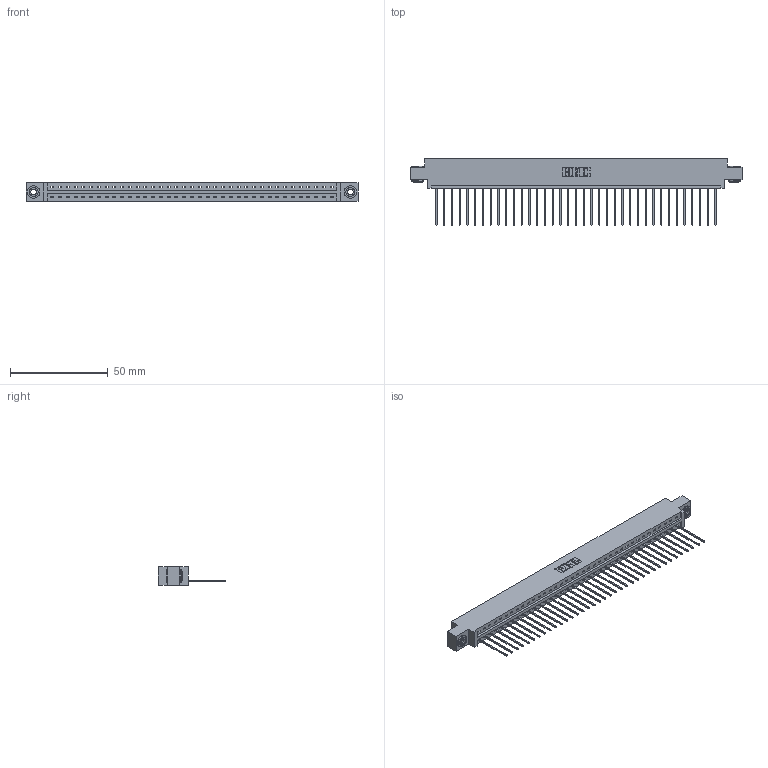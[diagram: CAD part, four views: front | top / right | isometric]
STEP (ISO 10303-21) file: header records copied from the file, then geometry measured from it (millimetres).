
FILE_DESCRIPTION (( 'STEP AP203' ), '1' );
FILE_NAME ('387-037-541-603.STEP', '2018-09-19T02:53:50', ( '' ), ( '' ), 'SwSTEP 2.0', 'SolidWorks 2016', '' );
FILE_SCHEMA (( 'CONFIG_CONTROL_DESIGN' ));
Length unit declared in the file: inch
Products named in the file (4): 337 Part_0.170 Offset - 0.156 Dia-TH; 345-292-001_345-293-141; 345-250-002_345-250-002-102; 387-037-541-603
Assembly tree (40 placements, depth 2):
  387-037-541-603
    337 Part_0.170 Offset - 0.156 Dia-TH
    345-292-001_345-293-141  x37
    345-250-002_345-250-002-102  x2
Bounding box: 169.62 x 34.3 x 9.4 mm (x, y, z)
Volume: 17590.7 mm3; surface area: 19229.8 mm2
Topology: 40 solids, 40 shells, 2450 faces, 7355 edges, 4850 vertices
Faces by surface type: plane 1786, cylinder 656, cone 8
Entity records: 28950 total; most frequent: CARTESIAN_POINT 5020, ORIENTED_EDGE 4986, DIRECTION 4269, EDGE_CURVE 2493, LINE 2341, VECTOR 2341, VERTEX_POINT 1658, AXIS2_PLACEMENT_3D 964
